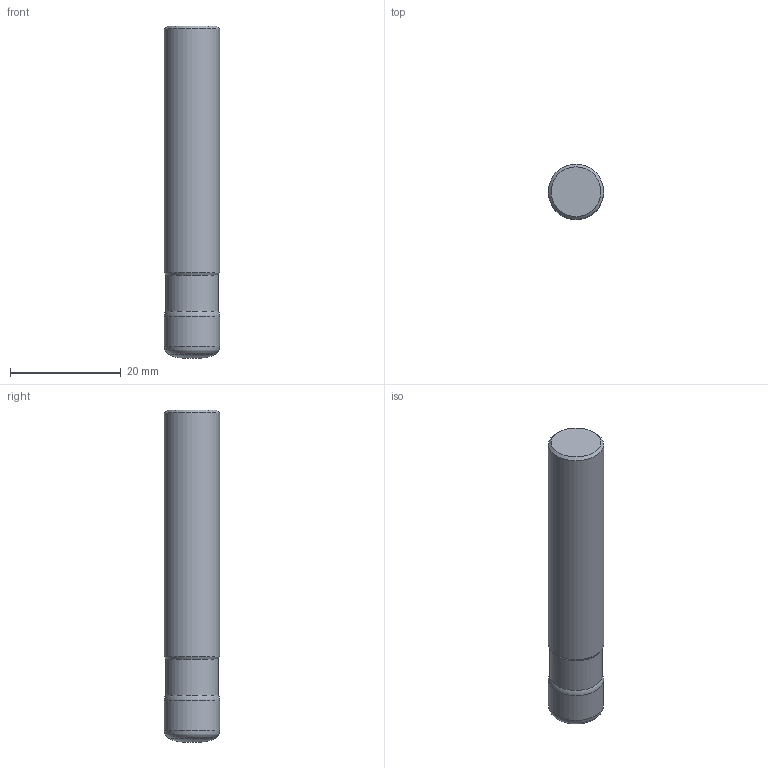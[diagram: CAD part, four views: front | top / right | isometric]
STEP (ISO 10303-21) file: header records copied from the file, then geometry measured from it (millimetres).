
FILE_DESCRIPTION(/* description */ (''),/* implementation_level */ '2;1');
FILE_NAME(/* name */ '1552557861965.stp',/* time_stamp */ '2019-03-14T11:04:41+01:00',/* author */ (''),/* organization */ ('SMS'),/* preprocessor_version */ 'ST-DEVELOPER v15',/* originating_system */ 'SIEMENS PLM Software NX 8.5',/* authorisation */ '');
FILE_SCHEMA (('AUTOMOTIVE_DESIGN { 1 0 10303 214 3 1 1 1 }'));
Length unit declared in the file: millimetre
Products named in the file (1): 201567282mod000_01
Bounding box: 10 x 10 x 60 mm (x, y, z)
Volume: 4617.5 mm3; surface area: 2131.6 mm2
Topology: 2 solids, 2 shells, 12 faces, 19 edges, 16 vertices
Faces by surface type: plane 4, cylinder 3, cone 2, torus 2, bspline 1
Full cylindrical faces by diameter (mm): 9.5 x1, 10 x2
Entity records: 352 total; most frequent: CARTESIAN_POINT 86, DIRECTION 50, AXIS2_PLACEMENT_3D 25, EDGE_LOOP 20, ORIENTED_EDGE 20, FACE_BOUND 16, ADVANCED_FACE 12, VERTEX_POINT 10
